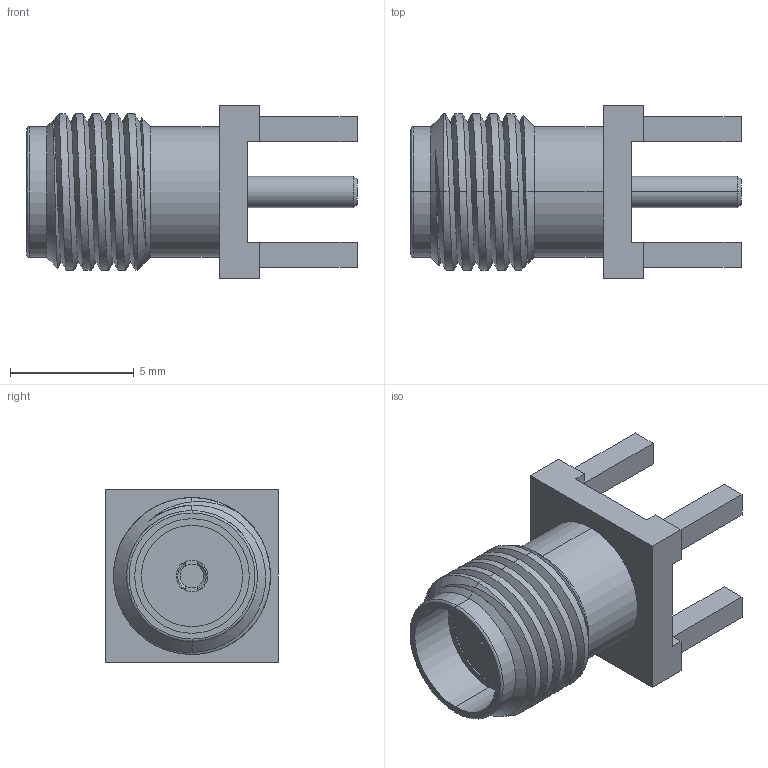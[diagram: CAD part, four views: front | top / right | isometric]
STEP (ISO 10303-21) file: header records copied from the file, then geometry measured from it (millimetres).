
FILE_DESCRIPTION (( 'STEP AP214' ), '1' );
FILE_NAME ('RFPCB-SMA-FS18G-44_3D.step', '2023-03-13T18:28:04', ( '' ), ( '' ), 'SwSTEP 2.0', 'SolidWorks 2022', '' );
FILE_SCHEMA (( 'AUTOMOTIVE_DESIGN' ));
Length unit declared in the file: inch
Products named in the file (1): RFPCB-SMA-FS18G-44_3D
Bounding box: 13.36 x 7 x 7 mm (x, y, z)
Volume: 246.7 mm3; surface area: 443.3 mm2
Topology: 1 solids, 1 shells, 84 faces, 218 edges, 142 vertices
Faces by surface type: plane 44, cylinder 27, cone 9, bspline 4
Entity records: 3253 total; most frequent: CARTESIAN_POINT 1215, ORIENTED_EDGE 436, DIRECTION 395, EDGE_CURVE 218, VERTEX_POINT 142, LINE 133, VECTOR 133, AXIS2_PLACEMENT_3D 131
